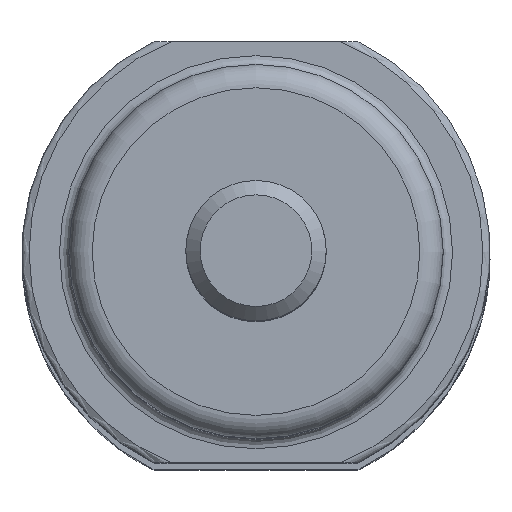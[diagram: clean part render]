
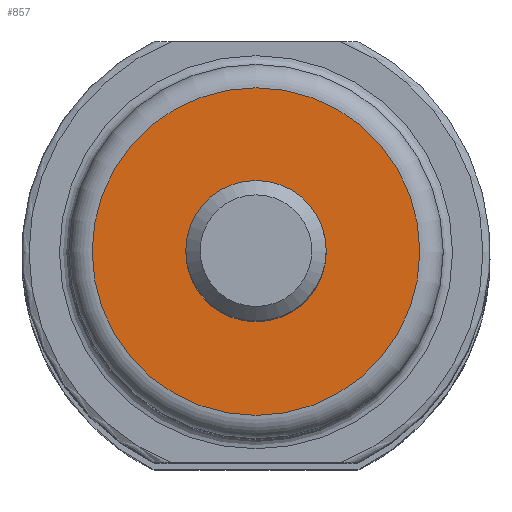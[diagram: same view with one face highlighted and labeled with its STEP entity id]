
A CAD part, top view. The second image highlights one B-rep face of the part: STEP entity #857.
In plain terms, the highlighted planar face has unit normal (0, 0, 1).
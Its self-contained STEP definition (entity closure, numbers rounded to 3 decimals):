
#53=PLANE('',#975);
#303=ORIENTED_EDGE('',*,*,#450,.F.);
#304=ORIENTED_EDGE('',*,*,#451,.T.);
#450=EDGE_CURVE('',#540,#540,#600,.T.);
#451=EDGE_CURVE('',#541,#541,#601,.T.);
#540=VERTEX_POINT('',#1561);
#541=VERTEX_POINT('',#1563);
#600=CIRCLE('',#976,7.);
#601=CIRCLE('',#977,3.);
#670=EDGE_LOOP('',(#303));
#671=EDGE_LOOP('',(#304));
#763=FACE_BOUND('',#670,.T.);
#764=FACE_BOUND('',#671,.T.);
#857=ADVANCED_FACE('',(#763,#764),#53,.F.);
#975=AXIS2_PLACEMENT_3D('',#1559,#1182,#1183);
#976=AXIS2_PLACEMENT_3D('',#1560,#1184,#1185);
#977=AXIS2_PLACEMENT_3D('',#1562,#1186,#1187);
#1182=DIRECTION('',(0.,0.,-1.));
#1183=DIRECTION('',(-1.,0.,0.));
#1184=DIRECTION('',(0.,0.,-1.));
#1185=DIRECTION('',(-1.,0.,0.));
#1186=DIRECTION('',(0.,0.,-1.));
#1187=DIRECTION('',(-1.,0.,0.));
#1559=CARTESIAN_POINT('',(0.,0.,16.));
#1560=CARTESIAN_POINT('',(0.,0.,16.));
#1561=CARTESIAN_POINT('',(-7.,0.,16.));
#1562=CARTESIAN_POINT('',(0.,0.,16.));
#1563=CARTESIAN_POINT('',(-3.,0.,16.));
